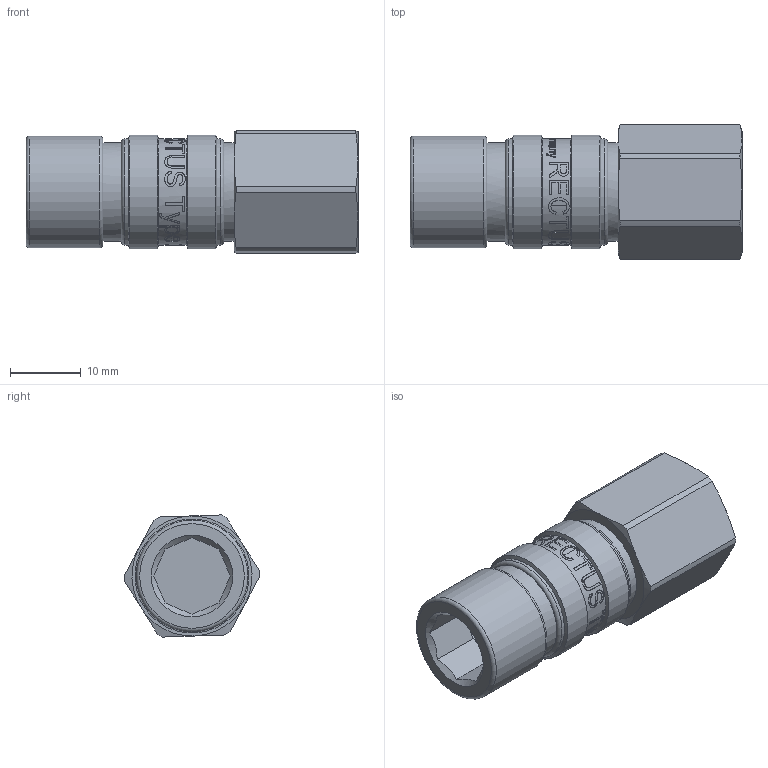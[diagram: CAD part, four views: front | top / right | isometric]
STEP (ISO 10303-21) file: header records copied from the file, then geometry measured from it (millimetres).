
FILE_DESCRIPTION((''),'2;1');
FILE_NAME('21kaiw13mpx8.stp','2014-09-01T09:27:47',('IA176480'),(''),'Autodesk Inventor 2013','Autodesk Inventor 2013','');
FILE_SCHEMA(('AUTOMOTIVE_DESIGN { 1 0 10303 214 1 1 1 1 }'));
Length unit declared in the file: millimetre
Products named in the file (1): D111672
Bounding box: 47 x 19.15 x 17.29 mm (x, y, z)
Volume: 7799.6 mm3; surface area: 4832.6 mm2
Topology: 1 solids, 2 shells, 431 faces, 1148 edges, 762 vertices
Faces by surface type: bspline 178, plane 171, cylinder 57, cone 21, torus 4
Full cylindrical faces by diameter (mm): 7.5 x1, 11.445 x1, 12.089 x2, 12.1 x1, 12.15 x1, 14 x4, 15.1 x3, 15.8 x1, 16.15 x2
Entity records: 58875 total; most frequent: CARTESIAN_POINT 49379, ORIENTED_EDGE 2214, DIRECTION 1209, EDGE_CURVE 1107, VERTEX_POINT 752, EDGE_LOOP 503, B_SPLINE_CURVE_WITH_KNOTS 493, FACE_OUTER_BOUND 430
